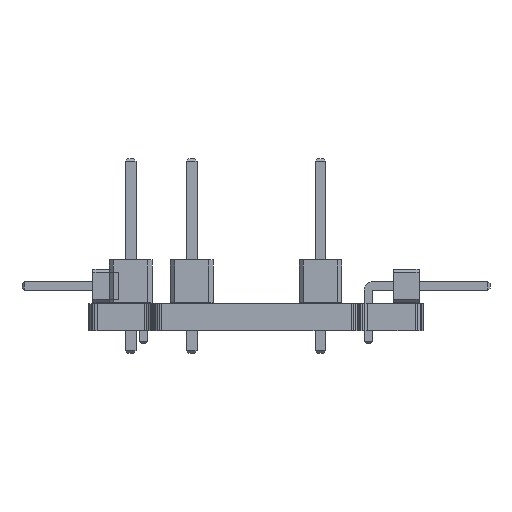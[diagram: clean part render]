
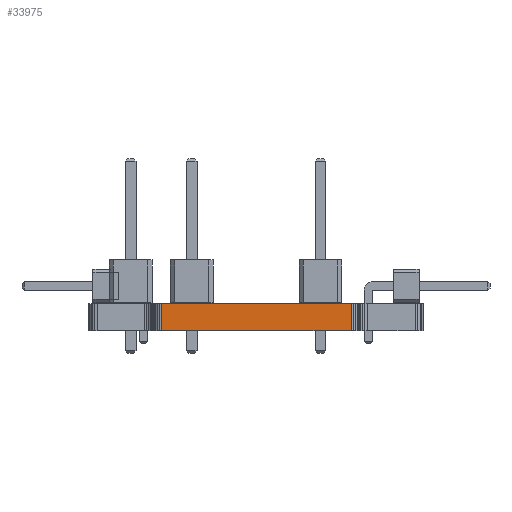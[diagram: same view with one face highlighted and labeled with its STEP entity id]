
A CAD part, front view. The second image highlights one B-rep face of the part: STEP entity #33975.
In plain terms, the highlighted planar face has unit normal (0, -1, 0).
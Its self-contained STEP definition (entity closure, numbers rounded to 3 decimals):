
#27149 = PLANE('',#27150);
#27150 = AXIS2_PLACEMENT_3D('',#27151,#27152,#27153);
#27151 = CARTESIAN_POINT('',(117.817,-114.816,1.6));
#27152 = DIRECTION('',(-0.,-0.,-1.));
#27153 = DIRECTION('',(-1.,0.,0.));
#27203 = PLANE('',#27204);
#27204 = AXIS2_PLACEMENT_3D('',#27205,#27206,#27207);
#27205 = CARTESIAN_POINT('',(117.817,-114.816,0.));
#27206 = DIRECTION('',(-0.,-0.,-1.));
#27207 = DIRECTION('',(-1.,0.,0.));
#27956 = VERTEX_POINT('',#27957);
#27957 = CARTESIAN_POINT('',(123.441,-145.456,0.));
#27971 = PLANE('',#27972);
#27972 = AXIS2_PLACEMENT_3D('',#27973,#27974,#27975);
#27973 = CARTESIAN_POINT('',(123.572,-145.438,0.));
#27974 = DIRECTION('',(0.13,-0.991,0.));
#27975 = DIRECTION('',(-0.991,-0.13,0.));
#27983 = EDGE_CURVE('',#27956,#27984,#27986,.T.);
#27984 = VERTEX_POINT('',#27985);
#27985 = CARTESIAN_POINT('',(112.212,-145.456,0.));
#27986 = SURFACE_CURVE('',#27987,(#27991,#27998),.PCURVE_S1.);
#27987 = LINE('',#27988,#27989);
#27988 = CARTESIAN_POINT('',(123.441,-145.456,0.));
#27989 = VECTOR('',#27990,1.);
#27990 = DIRECTION('',(-1.,0.,0.));
#27991 = PCURVE('',#27203,#27992);
#27992 = DEFINITIONAL_REPRESENTATION('',(#27993),#27997);
#27993 = LINE('',#27994,#27995);
#27994 = CARTESIAN_POINT('',(-5.625,-30.64));
#27995 = VECTOR('',#27996,1.);
#27996 = DIRECTION('',(1.,0.));
#27997 = ( GEOMETRIC_REPRESENTATION_CONTEXT(2) 
PARAMETRIC_REPRESENTATION_CONTEXT() REPRESENTATION_CONTEXT('2D SPACE',''
  ) );
#27998 = PCURVE('',#27999,#28004);
#27999 = PLANE('',#28000);
#28000 = AXIS2_PLACEMENT_3D('',#28001,#28002,#28003);
#28001 = CARTESIAN_POINT('',(123.441,-145.456,0.));
#28002 = DIRECTION('',(0.,-1.,0.));
#28003 = DIRECTION('',(-1.,0.,0.));
#28004 = DEFINITIONAL_REPRESENTATION('',(#28005),#28009);
#28005 = LINE('',#28006,#28007);
#28006 = CARTESIAN_POINT('',(0.,-0.));
#28007 = VECTOR('',#28008,1.);
#28008 = DIRECTION('',(1.,0.));
#28009 = ( GEOMETRIC_REPRESENTATION_CONTEXT(2) 
PARAMETRIC_REPRESENTATION_CONTEXT() REPRESENTATION_CONTEXT('2D SPACE',''
  ) );
#28027 = PLANE('',#28028);
#28028 = AXIS2_PLACEMENT_3D('',#28029,#28030,#28031);
#28029 = CARTESIAN_POINT('',(112.212,-145.456,0.));
#28030 = DIRECTION('',(-0.13,-0.991,0.));
#28031 = DIRECTION('',(-0.991,0.13,0.));
#30783 = VERTEX_POINT('',#30784);
#30784 = CARTESIAN_POINT('',(123.441,-145.456,1.6));
#30805 = EDGE_CURVE('',#30783,#30806,#30808,.T.);
#30806 = VERTEX_POINT('',#30807);
#30807 = CARTESIAN_POINT('',(112.212,-145.456,1.6));
#30808 = SURFACE_CURVE('',#30809,(#30813,#30820),.PCURVE_S1.);
#30809 = LINE('',#30810,#30811);
#30810 = CARTESIAN_POINT('',(123.441,-145.456,1.6));
#30811 = VECTOR('',#30812,1.);
#30812 = DIRECTION('',(-1.,0.,0.));
#30813 = PCURVE('',#27149,#30814);
#30814 = DEFINITIONAL_REPRESENTATION('',(#30815),#30819);
#30815 = LINE('',#30816,#30817);
#30816 = CARTESIAN_POINT('',(-5.625,-30.64));
#30817 = VECTOR('',#30818,1.);
#30818 = DIRECTION('',(1.,0.));
#30819 = ( GEOMETRIC_REPRESENTATION_CONTEXT(2) 
PARAMETRIC_REPRESENTATION_CONTEXT() REPRESENTATION_CONTEXT('2D SPACE',''
  ) );
#30820 = PCURVE('',#27999,#30821);
#30821 = DEFINITIONAL_REPRESENTATION('',(#30822),#30826);
#30822 = LINE('',#30823,#30824);
#30823 = CARTESIAN_POINT('',(0.,-1.6));
#30824 = VECTOR('',#30825,1.);
#30825 = DIRECTION('',(1.,0.));
#30826 = ( GEOMETRIC_REPRESENTATION_CONTEXT(2) 
PARAMETRIC_REPRESENTATION_CONTEXT() REPRESENTATION_CONTEXT('2D SPACE',''
  ) );
#33927 = EDGE_CURVE('',#27956,#30783,#33928,.T.);
#33928 = SURFACE_CURVE('',#33929,(#33933,#33940),.PCURVE_S1.);
#33929 = LINE('',#33930,#33931);
#33930 = CARTESIAN_POINT('',(123.441,-145.456,0.));
#33931 = VECTOR('',#33932,1.);
#33932 = DIRECTION('',(0.,0.,1.));
#33933 = PCURVE('',#27971,#33934);
#33934 = DEFINITIONAL_REPRESENTATION('',(#33935),#33939);
#33935 = LINE('',#33936,#33937);
#33936 = CARTESIAN_POINT('',(0.132,0.));
#33937 = VECTOR('',#33938,1.);
#33938 = DIRECTION('',(0.,-1.));
#33939 = ( GEOMETRIC_REPRESENTATION_CONTEXT(2) 
PARAMETRIC_REPRESENTATION_CONTEXT() REPRESENTATION_CONTEXT('2D SPACE',''
  ) );
#33940 = PCURVE('',#27999,#33941);
#33941 = DEFINITIONAL_REPRESENTATION('',(#33942),#33946);
#33942 = LINE('',#33943,#33944);
#33943 = CARTESIAN_POINT('',(0.,-0.));
#33944 = VECTOR('',#33945,1.);
#33945 = DIRECTION('',(0.,-1.));
#33946 = ( GEOMETRIC_REPRESENTATION_CONTEXT(2) 
PARAMETRIC_REPRESENTATION_CONTEXT() REPRESENTATION_CONTEXT('2D SPACE',''
  ) );
#33975 = ADVANCED_FACE('',(#33976),#27999,.T.);
#33976 = FACE_BOUND('',#33977,.T.);
#33977 = EDGE_LOOP('',(#33978,#33979,#33980,#34001));
#33978 = ORIENTED_EDGE('',*,*,#33927,.T.);
#33979 = ORIENTED_EDGE('',*,*,#30805,.T.);
#33980 = ORIENTED_EDGE('',*,*,#33981,.F.);
#33981 = EDGE_CURVE('',#27984,#30806,#33982,.T.);
#33982 = SURFACE_CURVE('',#33983,(#33987,#33994),.PCURVE_S1.);
#33983 = LINE('',#33984,#33985);
#33984 = CARTESIAN_POINT('',(112.212,-145.456,0.));
#33985 = VECTOR('',#33986,1.);
#33986 = DIRECTION('',(0.,0.,1.));
#33987 = PCURVE('',#27999,#33988);
#33988 = DEFINITIONAL_REPRESENTATION('',(#33989),#33993);
#33989 = LINE('',#33990,#33991);
#33990 = CARTESIAN_POINT('',(11.229,0.));
#33991 = VECTOR('',#33992,1.);
#33992 = DIRECTION('',(0.,-1.));
#33993 = ( GEOMETRIC_REPRESENTATION_CONTEXT(2) 
PARAMETRIC_REPRESENTATION_CONTEXT() REPRESENTATION_CONTEXT('2D SPACE',''
  ) );
#33994 = PCURVE('',#28027,#33995);
#33995 = DEFINITIONAL_REPRESENTATION('',(#33996),#34000);
#33996 = LINE('',#33997,#33998);
#33997 = CARTESIAN_POINT('',(0.,0.));
#33998 = VECTOR('',#33999,1.);
#33999 = DIRECTION('',(0.,-1.));
#34000 = ( GEOMETRIC_REPRESENTATION_CONTEXT(2) 
PARAMETRIC_REPRESENTATION_CONTEXT() REPRESENTATION_CONTEXT('2D SPACE',''
  ) );
#34001 = ORIENTED_EDGE('',*,*,#27983,.F.);
